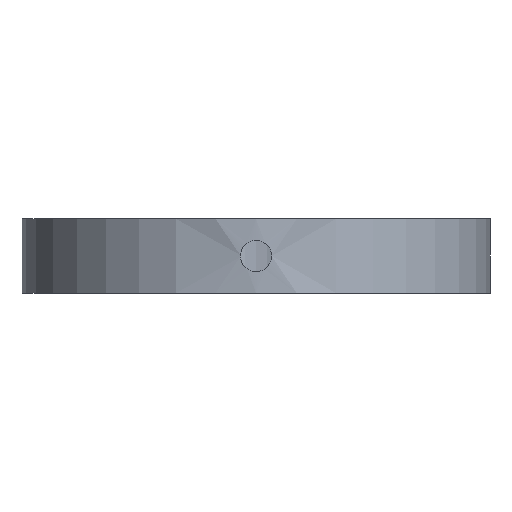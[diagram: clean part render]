
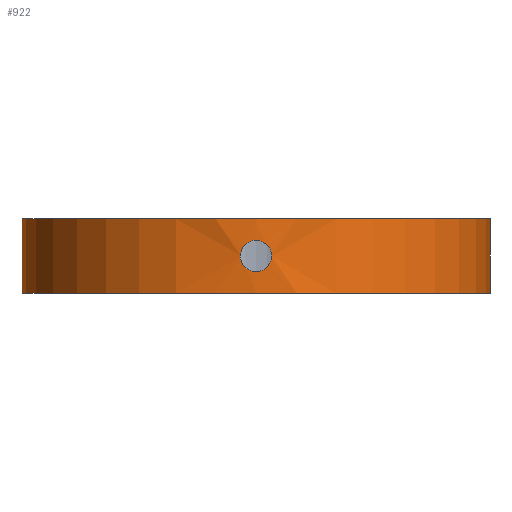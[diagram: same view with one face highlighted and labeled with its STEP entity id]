
A CAD part, left-side view. The second image highlights one B-rep face of the part: STEP entity #922.
In plain terms, the highlighted cylindrical face has radius 30 mm (diameter 60 mm), a partial arc.
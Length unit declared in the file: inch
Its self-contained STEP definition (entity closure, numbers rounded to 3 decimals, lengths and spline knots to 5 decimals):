
#46=LINE('',#1648,#100);
#74=LINE('',#1743,#128);
#100=VECTOR('',#1205,0.375);
#128=VECTOR('',#1281,0.375);
#190=FACE_BOUND('',#348,.T.);
#197=B_SPLINE_CURVE_WITH_KNOTS('',3,(#1448,#1449,#1450,#1451,#1452,#1453,
#1454,#1455,#1456,#1457,#1458,#1459,#1460,#1461,#1462,#1463,#1464,#1465),
 .UNSPECIFIED.,.F.,.F.,(4,2,2,2,2,2,2,2,4),(0.30436,0.38045,
0.45653,0.53262,0.60871,0.6848,
0.76089,0.83698,0.91307),.UNSPECIFIED.);
#198=B_SPLINE_CURVE_WITH_KNOTS('',3,(#1466,#1467,#1468,#1469,#1470,#1471,
#1472,#1473,#1474,#1475,#1476,#1477,#1478,#1479,#1480,#1481,#1482,#1483,
#1484),.UNSPECIFIED.,.F.,.F.,(4,2,2,2,3,2,2,2,4),(0.91307,0.98916,
1.06525,1.14134,1.21742,1.29351,1.3696,
1.44569,1.52178),.UNSPECIFIED.);
#253=FACE_OUTER_BOUND('',#347,.T.);
#347=EDGE_LOOP('',(#811,#812,#813,#814));
#348=EDGE_LOOP('',(#815,#816));
#360=CIRCLE('',#940,1.1811);
#405=CIRCLE('',#1026,1.1811);
#418=VERTEX_POINT('',#1365);
#419=VERTEX_POINT('',#1366);
#451=VERTEX_POINT('',#1446);
#452=VERTEX_POINT('',#1447);
#475=VERTEX_POINT('',#1647);
#494=VERTEX_POINT('',#1741);
#511=EDGE_CURVE('',#418,#419,#360,.T.);
#544=EDGE_CURVE('',#451,#452,#197,.T.);
#545=EDGE_CURVE('',#452,#451,#198,.T.);
#572=EDGE_CURVE('',#418,#475,#46,.T.);
#610=EDGE_CURVE('',#419,#494,#74,.T.);
#611=EDGE_CURVE('',#475,#494,#405,.T.);
#811=ORIENTED_EDGE('',*,*,#511,.T.);
#812=ORIENTED_EDGE('',*,*,#610,.T.);
#813=ORIENTED_EDGE('',*,*,#611,.F.);
#814=ORIENTED_EDGE('',*,*,#572,.F.);
#815=ORIENTED_EDGE('',*,*,#544,.T.);
#816=ORIENTED_EDGE('',*,*,#545,.T.);
#872=CYLINDRICAL_SURFACE('',#1025,1.1811);
#922=ADVANCED_FACE('',(#253,#190),#872,.T.);
#940=AXIS2_PLACEMENT_3D('',#1367,#1066,#1067);
#1025=AXIS2_PLACEMENT_3D('',#1744,#1282,#1283);
#1026=AXIS2_PLACEMENT_3D('',#1745,#1284,#1285);
#1066=DIRECTION('center_axis',(0.,0.,1.));
#1067=DIRECTION('ref_axis',(0.,1.,0.));
#1205=DIRECTION('',(0.,0.,1.));
#1281=DIRECTION('',(0.,0.,1.));
#1282=DIRECTION('center_axis',(0.,0.,1.));
#1283=DIRECTION('ref_axis',(0.,1.,0.));
#1284=DIRECTION('center_axis',(0.,0.,1.));
#1285=DIRECTION('ref_axis',(0.,1.,0.));
#1365=CARTESIAN_POINT('',(-3.079,1.1811,0.));
#1366=CARTESIAN_POINT('',(-3.079,-1.1811,0.));
#1367=CARTESIAN_POINT('Origin',(-3.079,0.,0.));
#1446=CARTESIAN_POINT('',(-4.2601,0.,0.267));
#1447=CARTESIAN_POINT('',(-4.2601,0.,0.108));
#1448=CARTESIAN_POINT('Ctrl Pts',(-4.2601,0.,
0.267));
#1449=CARTESIAN_POINT('Ctrl Pts',(-4.2601,-0.00999,
0.267));
#1450=CARTESIAN_POINT('Ctrl Pts',(-4.25996,-0.02063,
0.265));
#1451=CARTESIAN_POINT('Ctrl Pts',(-4.25946,-0.04022,
0.25689));
#1452=CARTESIAN_POINT('Ctrl Pts',(-4.2591,-0.04916,
0.25077));
#1453=CARTESIAN_POINT('Ctrl Pts',(-4.25843,-0.06327,
0.23666));
#1454=CARTESIAN_POINT('Ctrl Pts',(-4.25807,-0.06939,
0.22772));
#1455=CARTESIAN_POINT('Ctrl Pts',(-4.25756,-0.0775,
0.20813));
#1456=CARTESIAN_POINT('Ctrl Pts',(-4.25742,-0.0795,
0.19749));
#1457=CARTESIAN_POINT('Ctrl Pts',(-4.25742,-0.0795,
0.17751));
#1458=CARTESIAN_POINT('Ctrl Pts',(-4.25756,-0.0775,
0.16687));
#1459=CARTESIAN_POINT('Ctrl Pts',(-4.25807,-0.06939,
0.14728));
#1460=CARTESIAN_POINT('Ctrl Pts',(-4.25843,-0.06327,
0.13834));
#1461=CARTESIAN_POINT('Ctrl Pts',(-4.2591,-0.04916,
0.12423));
#1462=CARTESIAN_POINT('Ctrl Pts',(-4.25946,-0.04022,
0.11811));
#1463=CARTESIAN_POINT('Ctrl Pts',(-4.25996,-0.02063,
0.11));
#1464=CARTESIAN_POINT('Ctrl Pts',(-4.2601,-0.00999,
0.108));
#1465=CARTESIAN_POINT('Ctrl Pts',(-4.2601,0.,
0.108));
#1466=CARTESIAN_POINT('Ctrl Pts',(-4.2601,0.,
0.108));
#1467=CARTESIAN_POINT('Ctrl Pts',(-4.2601,0.00999,
0.108));
#1468=CARTESIAN_POINT('Ctrl Pts',(-4.25996,0.02063,0.11));
#1469=CARTESIAN_POINT('Ctrl Pts',(-4.25946,0.04022,
0.11811));
#1470=CARTESIAN_POINT('Ctrl Pts',(-4.2591,0.04916,
0.12423));
#1471=CARTESIAN_POINT('Ctrl Pts',(-4.25843,0.06327,0.13834));
#1472=CARTESIAN_POINT('Ctrl Pts',(-4.25807,0.06939,
0.14728));
#1473=CARTESIAN_POINT('Ctrl Pts',(-4.25756,0.0775,
0.16687));
#1474=CARTESIAN_POINT('Ctrl Pts',(-4.25742,0.0795,
0.17751));
#1475=CARTESIAN_POINT('Ctrl Pts',(-4.25742,0.0795,
0.1875));
#1476=CARTESIAN_POINT('Ctrl Pts',(-4.25742,0.0795,
0.19749));
#1477=CARTESIAN_POINT('Ctrl Pts',(-4.25756,0.0775,
0.20813));
#1478=CARTESIAN_POINT('Ctrl Pts',(-4.25807,0.06939,
0.22772));
#1479=CARTESIAN_POINT('Ctrl Pts',(-4.25843,0.06327,0.23666));
#1480=CARTESIAN_POINT('Ctrl Pts',(-4.2591,0.04916,
0.25077));
#1481=CARTESIAN_POINT('Ctrl Pts',(-4.25946,0.04022,0.25689));
#1482=CARTESIAN_POINT('Ctrl Pts',(-4.25996,0.02063,0.265));
#1483=CARTESIAN_POINT('Ctrl Pts',(-4.2601,0.00999,
0.267));
#1484=CARTESIAN_POINT('Ctrl Pts',(-4.2601,0.,
0.267));
#1647=CARTESIAN_POINT('',(-3.079,1.1811,0.375));
#1648=CARTESIAN_POINT('',(-3.079,1.1811,0.));
#1741=CARTESIAN_POINT('',(-3.079,-1.1811,0.375));
#1743=CARTESIAN_POINT('',(-3.079,-1.1811,0.));
#1744=CARTESIAN_POINT('Origin',(-3.079,0.,0.));
#1745=CARTESIAN_POINT('Origin',(-3.079,0.,0.375));
